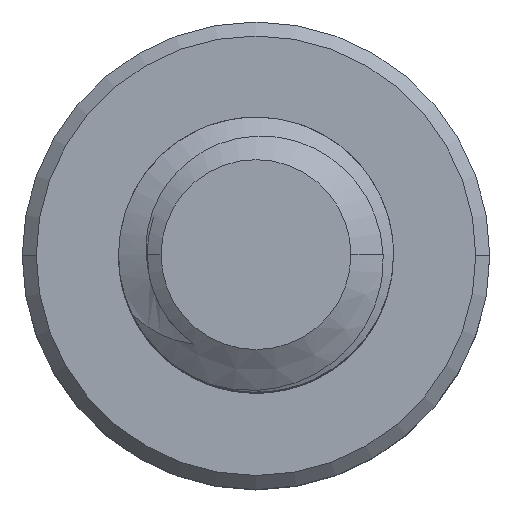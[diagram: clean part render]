
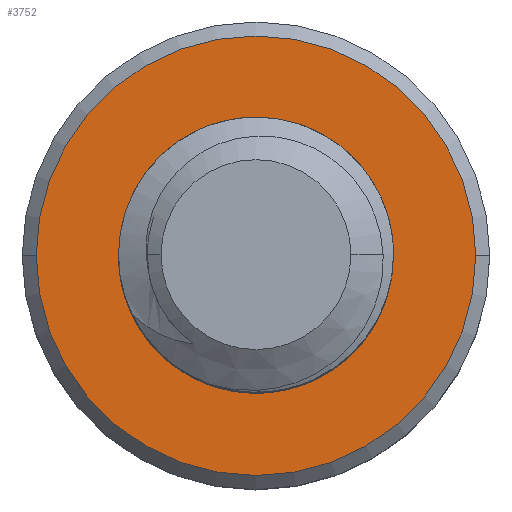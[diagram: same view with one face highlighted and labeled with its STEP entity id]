
A CAD part, top view. The second image highlights one B-rep face of the part: STEP entity #3752.
In plain terms, the highlighted planar face has unit normal (0, 0, 1).
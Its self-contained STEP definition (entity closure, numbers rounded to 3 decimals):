
#34 = DIRECTION ( 'NONE',  ( 0., 0., 1. ) ) ;
#76 = DIRECTION ( 'NONE',  ( 0., 0., -1. ) ) ;
#86 = EDGE_CURVE ( 'NONE', #3725, #2410, #4201, .T. ) ;
#154 = AXIS2_PLACEMENT_3D ( 'NONE', #5173, #76, #6591 ) ;
#156 = AXIS2_PLACEMENT_3D ( 'NONE', #3326, #5370, #6366 ) ;
#511 = ORIENTED_EDGE ( 'NONE', *, *, #86, .T. ) ;
#516 = CARTESIAN_POINT ( 'NONE',  ( -3.995, 0., -12. ) ) ;
#1028 = CARTESIAN_POINT ( 'NONE',  ( 0., 0., -12. ) ) ;
#1070 = DIRECTION ( 'NONE',  ( -1., 0., 0. ) ) ;
#1543 = CIRCLE ( 'NONE', #4025, 2.5 ) ;
#1971 = CIRCLE ( 'NONE', #156, 2.5 ) ;
#2116 = DIRECTION ( 'NONE',  ( -1., 0., 0. ) ) ;
#2263 = ORIENTED_EDGE ( 'NONE', *, *, #5394, .F. ) ;
#2410 = VERTEX_POINT ( 'NONE', #5178 ) ;
#2506 = EDGE_LOOP ( 'NONE', ( #6233, #2263 ) ) ;
#2630 = PLANE ( 'NONE',  #154 ) ;
#2736 = CARTESIAN_POINT ( 'NONE',  ( 0., 0., -12. ) ) ;
#3315 = VERTEX_POINT ( 'NONE', #5319 ) ;
#3326 = CARTESIAN_POINT ( 'NONE',  ( 0., 0., -12. ) ) ;
#3585 = DIRECTION ( 'NONE',  ( 0., 0., 1. ) ) ;
#3665 = FACE_OUTER_BOUND ( 'NONE', #5650, .T. ) ;
#3725 = VERTEX_POINT ( 'NONE', #516 ) ;
#3752 = ADVANCED_FACE ( 'NONE', ( #5654, #3665 ), #2630, .F. ) ;
#3798 = AXIS2_PLACEMENT_3D ( 'NONE', #6613, #34, #1070 ) ;
#4025 = AXIS2_PLACEMENT_3D ( 'NONE', #1028, #3585, #5245 ) ;
#4182 = EDGE_CURVE ( 'NONE', #2410, #3725, #5413, .T. ) ;
#4201 = CIRCLE ( 'NONE', #5927, 3.995 ) ;
#4385 = ORIENTED_EDGE ( 'NONE', *, *, #4182, .T. ) ;
#4885 = EDGE_CURVE ( 'NONE', #3315, #5242, #1971, .T. ) ;
#5173 = CARTESIAN_POINT ( 'NONE',  ( 0., 0., -12. ) ) ;
#5178 = CARTESIAN_POINT ( 'NONE',  ( 3.995, 0., -12. ) ) ;
#5211 = DIRECTION ( 'NONE',  ( 0., 0., 1. ) ) ;
#5242 = VERTEX_POINT ( 'NONE', #5536 ) ;
#5245 = DIRECTION ( 'NONE',  ( 1., 0., 0. ) ) ;
#5319 = CARTESIAN_POINT ( 'NONE',  ( 2.5, 0., -12. ) ) ;
#5370 = DIRECTION ( 'NONE',  ( 0., 0., 1. ) ) ;
#5394 = EDGE_CURVE ( 'NONE', #5242, #3315, #1543, .T. ) ;
#5413 = CIRCLE ( 'NONE', #3798, 3.995 ) ;
#5536 = CARTESIAN_POINT ( 'NONE',  ( -2.5, 0., -12. ) ) ;
#5650 = EDGE_LOOP ( 'NONE', ( #511, #4385 ) ) ;
#5654 = FACE_BOUND ( 'NONE', #2506, .T. ) ;
#5927 = AXIS2_PLACEMENT_3D ( 'NONE', #2736, #5211, #2116 ) ;
#6233 = ORIENTED_EDGE ( 'NONE', *, *, #4885, .F. ) ;
#6366 = DIRECTION ( 'NONE',  ( 1., 0., 0. ) ) ;
#6591 = DIRECTION ( 'NONE',  ( 0., -1., 0. ) ) ;
#6613 = CARTESIAN_POINT ( 'NONE',  ( 0., 0., -12. ) ) ;
